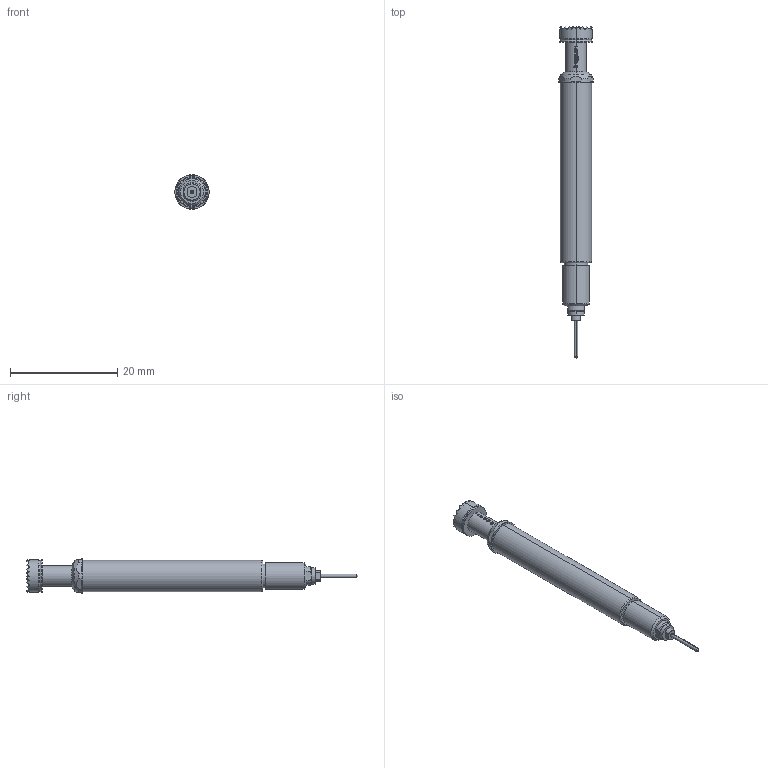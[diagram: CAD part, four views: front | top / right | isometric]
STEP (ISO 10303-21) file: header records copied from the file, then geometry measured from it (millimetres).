
FILE_DESCRIPTION (( 'STEP AP203' ), '1' );
FILE_NAME ('INGUN_HSS-624_306_600_A_xx02_M-51.STEP', '2022-02-02T08:26:18', ( 'ochi' ), ( '' ), 'SwSTEP 2.0', 'SolidWorks 2018', '' );
FILE_SCHEMA (( 'CONFIG_CONTROL_DESIGN' ));
Length unit declared in the file: millimetre
Products named in the file (1): INGUN_HSS-624_306_600_A_xx02_M-51
Bounding box: 6.4 x 61.8 x 6.4 mm (x, y, z)
Volume: 1239.9 mm3; surface area: 1066.3 mm2
Topology: 1 solids, 1 shells, 380 faces, 834 edges, 467 vertices
Faces by surface type: plane 289, cylinder 42, bspline 22, cone 21, torus 6
Entity records: 10419 total; most frequent: CARTESIAN_POINT 2660, ORIENTED_EDGE 1668, DIRECTION 1490, EDGE_CURVE 834, AXIS2_PLACEMENT_3D 521, VERTEX_POINT 467, LINE 448, VECTOR 448
